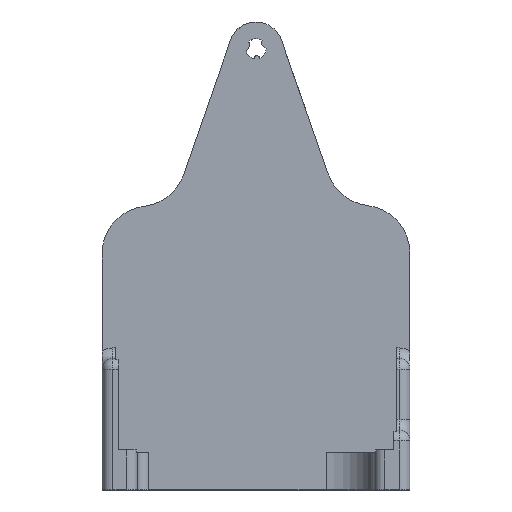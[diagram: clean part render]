
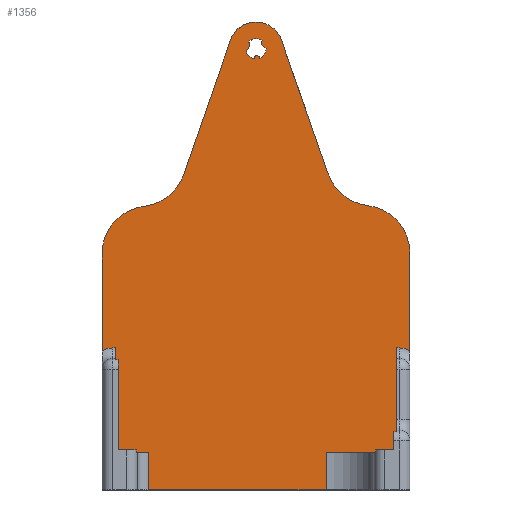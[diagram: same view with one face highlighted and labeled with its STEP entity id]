
A CAD part, top view. The second image highlights one B-rep face of the part: STEP entity #1356.
In plain terms, the highlighted planar face has unit normal (0, 0, 1).
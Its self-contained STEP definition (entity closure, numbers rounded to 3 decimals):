
#35=FACE_BOUND('',#154,.T.);
#37=PLANE('',#1460);
#74=FACE_OUTER_BOUND('',#153,.T.);
#153=EDGE_LOOP('',(#908,#909,#910,#911,#912,#913,#914,#915,#916,#917,#918,
#919,#920,#921,#922,#923,#924,#925,#926,#927));
#154=EDGE_LOOP('',(#928,#929,#930,#931,#932,#933,#934,#935));
#233=LINE('',#2056,#359);
#235=LINE('',#2062,#361);
#236=LINE('',#2064,#362);
#237=LINE('',#2066,#363);
#238=LINE('',#2070,#364);
#239=LINE('',#2076,#365);
#240=LINE('',#2080,#366);
#241=LINE('',#2086,#367);
#242=LINE('',#2090,#368);
#243=LINE('',#2092,#369);
#244=LINE('',#2094,#370);
#245=LINE('',#2096,#371);
#246=LINE('',#2097,#372);
#247=LINE('',#2106,#373);
#248=LINE('',#2113,#374);
#359=VECTOR('',#1618,10.);
#361=VECTOR('',#1624,10.);
#362=VECTOR('',#1625,10.);
#363=VECTOR('',#1626,10.);
#364=VECTOR('',#1629,10.);
#365=VECTOR('',#1634,10.);
#366=VECTOR('',#1637,10.);
#367=VECTOR('',#1642,10.);
#368=VECTOR('',#1645,10.);
#369=VECTOR('',#1646,10.);
#370=VECTOR('',#1647,10.);
#371=VECTOR('',#1648,10.);
#372=VECTOR('',#1649,10.);
#373=VECTOR('',#1656,10.);
#374=VECTOR('',#1663,10.);
#487=CIRCLE('',#1461,4.);
#488=CIRCLE('',#1462,8.938);
#489=CIRCLE('',#1463,8.938);
#490=CIRCLE('',#1464,5.);
#491=CIRCLE('',#1465,8.938);
#492=CIRCLE('',#1466,8.938);
#493=CIRCLE('',#1467,4.);
#494=CIRCLE('',#1468,1.875);
#495=CIRCLE('',#1469,0.563);
#496=CIRCLE('',#1470,1.875);
#497=CIRCLE('',#1471,0.563);
#498=CIRCLE('',#1472,1.875);
#499=CIRCLE('',#1473,0.563);
#562=VERTEX_POINT('',#2053);
#563=VERTEX_POINT('',#2055);
#565=VERTEX_POINT('',#2061);
#566=VERTEX_POINT('',#2063);
#567=VERTEX_POINT('',#2065);
#568=VERTEX_POINT('',#2067);
#569=VERTEX_POINT('',#2069);
#570=VERTEX_POINT('',#2071);
#571=VERTEX_POINT('',#2073);
#572=VERTEX_POINT('',#2075);
#573=VERTEX_POINT('',#2077);
#574=VERTEX_POINT('',#2079);
#575=VERTEX_POINT('',#2081);
#576=VERTEX_POINT('',#2083);
#577=VERTEX_POINT('',#2085);
#578=VERTEX_POINT('',#2087);
#579=VERTEX_POINT('',#2089);
#580=VERTEX_POINT('',#2091);
#581=VERTEX_POINT('',#2093);
#582=VERTEX_POINT('',#2095);
#583=VERTEX_POINT('',#2098);
#584=VERTEX_POINT('',#2099);
#585=VERTEX_POINT('',#2101);
#586=VERTEX_POINT('',#2103);
#587=VERTEX_POINT('',#2105);
#588=VERTEX_POINT('',#2107);
#589=VERTEX_POINT('',#2109);
#590=VERTEX_POINT('',#2111);
#695=EDGE_CURVE('',#562,#563,#233,.T.);
#698=EDGE_CURVE('',#562,#565,#235,.T.);
#699=EDGE_CURVE('',#565,#566,#236,.T.);
#700=EDGE_CURVE('',#567,#566,#237,.T.);
#701=EDGE_CURVE('',#568,#567,#487,.T.);
#702=EDGE_CURVE('',#568,#569,#238,.T.);
#703=EDGE_CURVE('',#570,#569,#488,.T.);
#704=EDGE_CURVE('',#571,#570,#489,.T.);
#705=EDGE_CURVE('',#571,#572,#239,.T.);
#706=EDGE_CURVE('',#572,#573,#490,.T.);
#707=EDGE_CURVE('',#573,#574,#240,.T.);
#708=EDGE_CURVE('',#575,#574,#491,.T.);
#709=EDGE_CURVE('',#576,#575,#492,.T.);
#710=EDGE_CURVE('',#576,#577,#241,.T.);
#711=EDGE_CURVE('',#578,#577,#493,.T.);
#712=EDGE_CURVE('',#579,#578,#242,.T.);
#713=EDGE_CURVE('',#579,#580,#243,.T.);
#714=EDGE_CURVE('',#580,#581,#244,.T.);
#715=EDGE_CURVE('',#582,#581,#245,.T.);
#716=EDGE_CURVE('',#582,#563,#246,.T.);
#717=EDGE_CURVE('',#583,#584,#494,.T.);
#718=EDGE_CURVE('',#584,#585,#495,.T.);
#719=EDGE_CURVE('',#585,#586,#496,.T.);
#720=EDGE_CURVE('',#586,#587,#247,.T.);
#721=EDGE_CURVE('',#587,#588,#497,.T.);
#722=EDGE_CURVE('',#588,#589,#498,.T.);
#723=EDGE_CURVE('',#589,#590,#499,.T.);
#724=EDGE_CURVE('',#590,#583,#248,.T.);
#908=ORIENTED_EDGE('',*,*,#695,.F.);
#909=ORIENTED_EDGE('',*,*,#698,.T.);
#910=ORIENTED_EDGE('',*,*,#699,.T.);
#911=ORIENTED_EDGE('',*,*,#700,.F.);
#912=ORIENTED_EDGE('',*,*,#701,.F.);
#913=ORIENTED_EDGE('',*,*,#702,.T.);
#914=ORIENTED_EDGE('',*,*,#703,.F.);
#915=ORIENTED_EDGE('',*,*,#704,.F.);
#916=ORIENTED_EDGE('',*,*,#705,.T.);
#917=ORIENTED_EDGE('',*,*,#706,.T.);
#918=ORIENTED_EDGE('',*,*,#707,.T.);
#919=ORIENTED_EDGE('',*,*,#708,.F.);
#920=ORIENTED_EDGE('',*,*,#709,.F.);
#921=ORIENTED_EDGE('',*,*,#710,.T.);
#922=ORIENTED_EDGE('',*,*,#711,.F.);
#923=ORIENTED_EDGE('',*,*,#712,.F.);
#924=ORIENTED_EDGE('',*,*,#713,.T.);
#925=ORIENTED_EDGE('',*,*,#714,.T.);
#926=ORIENTED_EDGE('',*,*,#715,.F.);
#927=ORIENTED_EDGE('',*,*,#716,.T.);
#928=ORIENTED_EDGE('',*,*,#717,.T.);
#929=ORIENTED_EDGE('',*,*,#718,.T.);
#930=ORIENTED_EDGE('',*,*,#719,.T.);
#931=ORIENTED_EDGE('',*,*,#720,.T.);
#932=ORIENTED_EDGE('',*,*,#721,.T.);
#933=ORIENTED_EDGE('',*,*,#722,.T.);
#934=ORIENTED_EDGE('',*,*,#723,.T.);
#935=ORIENTED_EDGE('',*,*,#724,.T.);
#1356=ADVANCED_FACE('',(#74,#35),#37,.T.);
#1460=AXIS2_PLACEMENT_3D('',#2060,#1622,#1623);
#1461=AXIS2_PLACEMENT_3D('',#2068,#1627,#1628);
#1462=AXIS2_PLACEMENT_3D('',#2072,#1630,#1631);
#1463=AXIS2_PLACEMENT_3D('',#2074,#1632,#1633);
#1464=AXIS2_PLACEMENT_3D('',#2078,#1635,#1636);
#1465=AXIS2_PLACEMENT_3D('',#2082,#1638,#1639);
#1466=AXIS2_PLACEMENT_3D('',#2084,#1640,#1641);
#1467=AXIS2_PLACEMENT_3D('',#2088,#1643,#1644);
#1468=AXIS2_PLACEMENT_3D('',#2100,#1650,#1651);
#1469=AXIS2_PLACEMENT_3D('',#2102,#1652,#1653);
#1470=AXIS2_PLACEMENT_3D('',#2104,#1654,#1655);
#1471=AXIS2_PLACEMENT_3D('',#2108,#1657,#1658);
#1472=AXIS2_PLACEMENT_3D('',#2110,#1659,#1660);
#1473=AXIS2_PLACEMENT_3D('',#2112,#1661,#1662);
#1618=DIRECTION('',(0.,-1.,0.));
#1622=DIRECTION('center_axis',(0.,0.,1.));
#1623=DIRECTION('ref_axis',(1.,0.,0.));
#1624=DIRECTION('',(1.,0.,0.));
#1625=DIRECTION('',(0.,1.,0.));
#1626=DIRECTION('',(-1.,0.,0.));
#1627=DIRECTION('center_axis',(0.,0.,1.));
#1628=DIRECTION('ref_axis',(0.707,0.707,0.));
#1629=DIRECTION('',(0.,1.,0.));
#1630=DIRECTION('center_axis',(0.,0.,-1.));
#1631=DIRECTION('ref_axis',(-1.,0.,0.));
#1632=DIRECTION('center_axis',(0.,0.,1.));
#1633=DIRECTION('ref_axis',(-0.579,-0.815,0.));
#1634=DIRECTION('',(-0.329,0.944,0.));
#1635=DIRECTION('center_axis',(0.,0.,1.));
#1636=DIRECTION('ref_axis',(1.,0.,0.));
#1637=DIRECTION('',(-0.329,-0.944,0.));
#1638=DIRECTION('center_axis',(0.,0.,1.));
#1639=DIRECTION('ref_axis',(-0.944,0.329,0.));
#1640=DIRECTION('center_axis',(0.,0.,-1.));
#1641=DIRECTION('ref_axis',(-0.707,0.707,0.));
#1642=DIRECTION('',(0.,-1.,0.));
#1643=DIRECTION('center_axis',(0.,0.,1.));
#1644=DIRECTION('ref_axis',(-0.707,0.707,0.));
#1645=DIRECTION('',(-1.,0.,0.));
#1646=DIRECTION('',(0.,-1.,0.));
#1647=DIRECTION('',(1.,0.,0.));
#1648=DIRECTION('',(0.,1.,0.));
#1649=DIRECTION('',(1.,0.,0.));
#1650=DIRECTION('center_axis',(0.,0.,-1.));
#1651=DIRECTION('ref_axis',(1.,0.,0.));
#1652=DIRECTION('center_axis',(0.,0.,1.));
#1653=DIRECTION('ref_axis',(1.,0.,0.));
#1654=DIRECTION('center_axis',(0.,0.,-1.));
#1655=DIRECTION('ref_axis',(1.,0.,0.));
#1656=DIRECTION('',(0.494,0.869,0.));
#1657=DIRECTION('center_axis',(0.,0.,1.));
#1658=DIRECTION('ref_axis',(1.,0.,0.));
#1659=DIRECTION('center_axis',(0.,0.,-1.));
#1660=DIRECTION('ref_axis',(1.,0.,0.));
#1661=DIRECTION('center_axis',(0.,0.,1.));
#1662=DIRECTION('ref_axis',(1.,0.,0.));
#1663=DIRECTION('',(0.734,-0.679,0.));
#2053=CARTESIAN_POINT('',(13.053,-34.165,2.));
#2055=CARTESIAN_POINT('',(13.053,-41.095,2.));
#2056=CARTESIAN_POINT('',(13.053,3.42,2.));
#2060=CARTESIAN_POINT('Origin',(0.,41.005,2.));
#2061=CARTESIAN_POINT('',(26.15,-34.165,2.));
#2062=CARTESIAN_POINT('',(13.075,-34.165,2.));
#2063=CARTESIAN_POINT('',(26.15,-14.665,2.));
#2064=CARTESIAN_POINT('',(26.15,12.17,2.));
#2065=CARTESIAN_POINT('',(26.65,-14.665,2.));
#2066=CARTESIAN_POINT('',(14.325,-14.665,2.));
#2067=CARTESIAN_POINT('',(28.65,-15.201,2.));
#2068=CARTESIAN_POINT('Origin',(26.65,-18.665,2.));
#2069=CARTESIAN_POINT('',(28.65,2.945,2.));
#2070=CARTESIAN_POINT('',(28.65,-41.095,2.));
#2071=CARTESIAN_POINT('',(20.776,11.819,2.));
#2072=CARTESIAN_POINT('Origin',(19.713,2.945,2.));
#2073=CARTESIAN_POINT('',(13.4,17.751,2.));
#2074=CARTESIAN_POINT('Origin',(21.84,20.693,2.));
#2075=CARTESIAN_POINT('',(4.721,42.651,2.));
#2076=CARTESIAN_POINT('',(15.49,11.755,2.));
#2077=CARTESIAN_POINT('',(-4.721,42.651,2.));
#2078=CARTESIAN_POINT('Origin',(0.,41.005,2.));
#2079=CARTESIAN_POINT('',(-13.446,17.618,2.));
#2080=CARTESIAN_POINT('',(-4.721,42.651,2.));
#2081=CARTESIAN_POINT('',(-20.799,11.689,2.));
#2082=CARTESIAN_POINT('Origin',(-21.886,20.56,2.));
#2083=CARTESIAN_POINT('',(-28.65,2.818,2.));
#2084=CARTESIAN_POINT('Origin',(-19.713,2.818,2.));
#2085=CARTESIAN_POINT('',(-28.65,-15.201,2.));
#2086=CARTESIAN_POINT('',(-28.65,11.755,2.));
#2087=CARTESIAN_POINT('',(-26.65,-14.665,2.));
#2088=CARTESIAN_POINT('Origin',(-26.65,-18.665,2.));
#2089=CARTESIAN_POINT('',(-26.15,-14.665,2.));
#2090=CARTESIAN_POINT('',(-13.075,-14.665,2.));
#2091=CARTESIAN_POINT('',(-26.15,-34.165,2.));
#2092=CARTESIAN_POINT('',(-26.15,3.42,2.));
#2093=CARTESIAN_POINT('',(-20.05,-34.165,2.));
#2094=CARTESIAN_POINT('',(-11.025,-34.165,2.));
#2095=CARTESIAN_POINT('',(-20.05,-41.095,2.));
#2096=CARTESIAN_POINT('',(-20.05,2.17,2.));
#2097=CARTESIAN_POINT('',(-28.65,-41.095,2.));
#2098=CARTESIAN_POINT('',(1.875,41.005,2.));
#2099=CARTESIAN_POINT('',(0.725,39.276,2.));
#2100=CARTESIAN_POINT('Origin',(0.,41.005,2.));
#2101=CARTESIAN_POINT('',(-0.382,39.169,2.));
#2102=CARTESIAN_POINT('Origin',(0.18,39.139,2.));
#2103=CARTESIAN_POINT('',(-1.8,40.479,2.));
#2104=CARTESIAN_POINT('Origin',(0.,41.005,2.));
#2105=CARTESIAN_POINT('',(-1.217,41.505,2.));
#2106=CARTESIAN_POINT('',(-1.8,40.479,2.));
#2107=CARTESIAN_POINT('',(-1.399,42.254,2.));
#2108=CARTESIAN_POINT('Origin',(-1.706,41.782,2.));
#2109=CARTESIAN_POINT('',(1.135,42.498,2.));
#2110=CARTESIAN_POINT('Origin',(0.,41.005,2.));
#2111=CARTESIAN_POINT('',(1.144,41.681,2.));
#2112=CARTESIAN_POINT('Origin',(1.526,42.094,2.));
#2113=CARTESIAN_POINT('',(1.144,41.681,2.));
